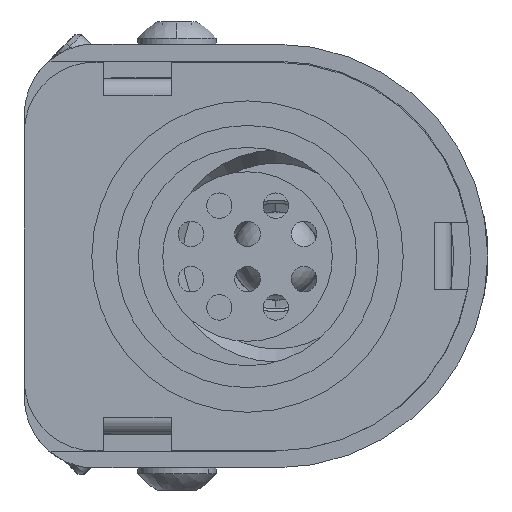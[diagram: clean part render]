
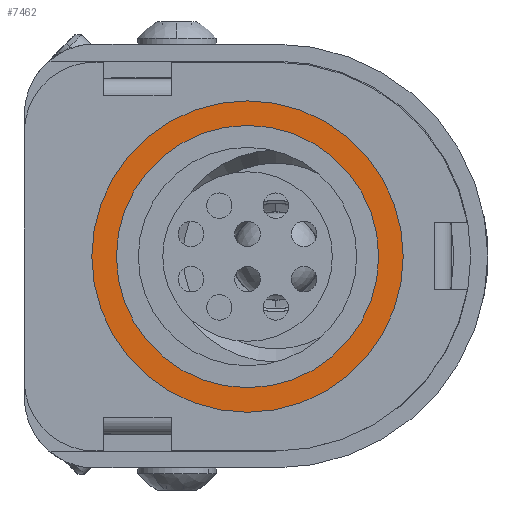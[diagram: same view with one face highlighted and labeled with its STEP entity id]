
A CAD part, front view. The second image highlights one B-rep face of the part: STEP entity #7462.
In plain terms, the highlighted planar face has unit normal (0, -1, 0).
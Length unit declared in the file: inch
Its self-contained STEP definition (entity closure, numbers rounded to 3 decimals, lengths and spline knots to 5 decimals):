
#36 = DIRECTION ( 'NONE',  ( 0., 0., -1. ) ) ;
#37 = DIRECTION ( 'NONE',  ( 0., -1., 0. ) ) ;
#38 = AXIS2_PLACEMENT_3D ( 'NONE', #45, #37, #36 ) ;
#39 = CIRCLE ( 'NONE', #38, 0.2755 ) ;
#45 = CARTESIAN_POINT ( 'NONE',  ( 0.19796, -1.34148, 0.61218 ) ) ;
#108 = CARTESIAN_POINT ( 'NONE',  ( 0.19796, -1.34148, 0.88768 ) ) ;
#122 = DIRECTION ( 'NONE',  ( 0., 0., -1. ) ) ;
#123 = DIRECTION ( 'NONE',  ( 0., -1., 0. ) ) ;
#124 = AXIS2_PLACEMENT_3D ( 'NONE', #130, #123, #122 ) ;
#125 = CIRCLE ( 'NONE', #124, 0.232 ) ;
#130 = CARTESIAN_POINT ( 'NONE',  ( 0.19796, -1.34148, 0.61218 ) ) ;
#173 = CARTESIAN_POINT ( 'NONE',  ( 0.19796, -1.34148, 0.84418 ) ) ;
#174 = CARTESIAN_POINT ( 'NONE',  ( 0.19796, -1.34148, 0.38018 ) ) ;
#219 = FACE_OUTER_BOUND ( 'NONE', #7466, .T. ) ;
#220 = FACE_BOUND ( 'NONE', #7405, .T. ) ;
#245 = DIRECTION ( 'NONE',  ( 0., 0., -1. ) ) ;
#246 = DIRECTION ( 'NONE',  ( 0., -1., 0. ) ) ;
#247 = CARTESIAN_POINT ( 'NONE',  ( 0.19796, -1.34148, 0.61218 ) ) ;
#248 = AXIS2_PLACEMENT_3D ( 'NONE', #247, #246, #245 ) ;
#249 = CIRCLE ( 'NONE', #248, 0.232 ) ;
#251 = DIRECTION ( 'NONE',  ( 0., 0., -1. ) ) ;
#252 = DIRECTION ( 'NONE',  ( 0., -1., 0. ) ) ;
#253 = CARTESIAN_POINT ( 'NONE',  ( 0.19796, -1.34148, 0.61218 ) ) ;
#254 = AXIS2_PLACEMENT_3D ( 'NONE', #253, #252, #251 ) ;
#255 = PLANE ( 'NONE',  #254 ) ;
#272 = CARTESIAN_POINT ( 'NONE',  ( 0.19796, -1.34148, 0.33668 ) ) ;
#273 = DIRECTION ( 'NONE',  ( 0., 0., -1. ) ) ;
#274 = DIRECTION ( 'NONE',  ( 0., -1., 0. ) ) ;
#275 = AXIS2_PLACEMENT_3D ( 'NONE', #281, #274, #273 ) ;
#276 = CIRCLE ( 'NONE', #275, 0.2755 ) ;
#281 = CARTESIAN_POINT ( 'NONE',  ( 0.19796, -1.34148, 0.61218 ) ) ;
#7404 = EDGE_CURVE ( 'NONE', #7421, #7475, #39, .T. ) ;
#7405 = EDGE_LOOP ( 'NONE', ( #7463, #7464 ) ) ;
#7421 = VERTEX_POINT ( 'NONE', #108 ) ;
#7433 = EDGE_CURVE ( 'NONE', #7434, #7435, #125, .T. ) ;
#7434 = VERTEX_POINT ( 'NONE', #174 ) ;
#7435 = VERTEX_POINT ( 'NONE', #173 ) ;
#7462 = ADVANCED_FACE ( 'NONE', ( #220, #219 ), #255, .T. ) ;
#7463 = ORIENTED_EDGE ( 'NONE', *, *, #7433, .F. ) ;
#7464 = ORIENTED_EDGE ( 'NONE', *, *, #7465, .F. ) ;
#7465 = EDGE_CURVE ( 'NONE', #7435, #7434, #249, .T. ) ;
#7466 = EDGE_LOOP ( 'NONE', ( #7467, #7468 ) ) ;
#7467 = ORIENTED_EDGE ( 'NONE', *, *, #7474, .T. ) ;
#7468 = ORIENTED_EDGE ( 'NONE', *, *, #7404, .T. ) ;
#7474 = EDGE_CURVE ( 'NONE', #7475, #7421, #276, .T. ) ;
#7475 = VERTEX_POINT ( 'NONE', #272 ) ;
